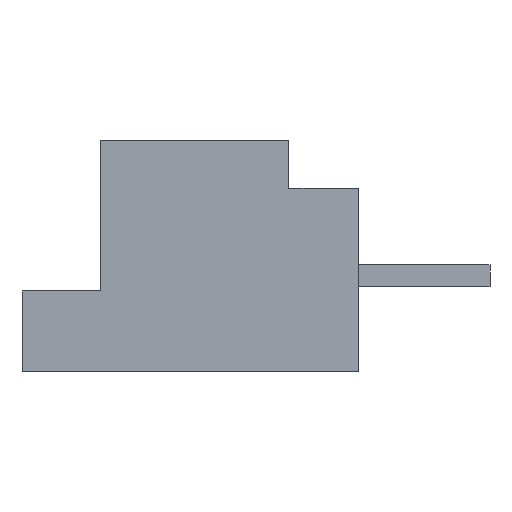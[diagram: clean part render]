
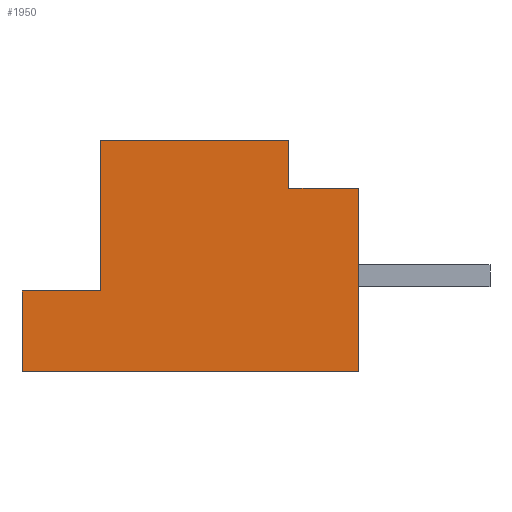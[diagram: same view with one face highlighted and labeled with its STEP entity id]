
A CAD part, left-side view. The second image highlights one B-rep face of the part: STEP entity #1950.
In plain terms, the highlighted planar face has unit normal (-1, 0, 0).
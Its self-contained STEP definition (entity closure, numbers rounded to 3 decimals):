
#8 = EDGE_CURVE ( 'NONE', #932, #4653, #1997, .T. ) ;
#327 = CARTESIAN_POINT ( 'NONE',  ( -9., -2.25, 3.1 ) ) ;
#348 = CARTESIAN_POINT ( 'NONE',  ( -9., 3.85, -0.35 ) ) ;
#420 = CARTESIAN_POINT ( 'NONE',  ( -9., 2.05, 3.1 ) ) ;
#459 = DIRECTION ( 'NONE',  ( 0., 0., -1. ) ) ;
#460 = VECTOR ( 'NONE', #459, 1000. ) ;
#461 = CARTESIAN_POINT ( 'NONE',  ( -9., 3.85, 3.1 ) ) ;
#462 = LINE ( 'NONE', #461, #460 ) ;
#463 = CARTESIAN_POINT ( 'NONE',  ( -9., 3.85, -2.2 ) ) ;
#481 = DIRECTION ( 'NONE',  ( 0., -1., 0. ) ) ;
#482 = VECTOR ( 'NONE', #481, 1000. ) ;
#483 = CARTESIAN_POINT ( 'NONE',  ( -9., -3.85, 3.1 ) ) ;
#484 = LINE ( 'NONE', #483, #482 ) ;
#577 = DIRECTION ( 'NONE',  ( 0., -1., 0. ) ) ;
#578 = VECTOR ( 'NONE', #577, 1000. ) ;
#579 = CARTESIAN_POINT ( 'NONE',  ( -9., 2.05, -0.35 ) ) ;
#580 = LINE ( 'NONE', #579, #578 ) ;
#603 = DIRECTION ( 'NONE',  ( 0., 0., 1. ) ) ;
#604 = VECTOR ( 'NONE', #603, 1000. ) ;
#605 = CARTESIAN_POINT ( 'NONE',  ( -9., 2.05, 3.1 ) ) ;
#606 = LINE ( 'NONE', #605, #604 ) ;
#607 = CARTESIAN_POINT ( 'NONE',  ( -9., 2.05, -0.35 ) ) ;
#612 = CARTESIAN_POINT ( 'NONE',  ( -9., -2.25, 2. ) ) ;
#613 = DIRECTION ( 'NONE',  ( 0., -1., 0. ) ) ;
#614 = VECTOR ( 'NONE', #613, 1000. ) ;
#615 = CARTESIAN_POINT ( 'NONE',  ( -9., -2.25, 2. ) ) ;
#616 = LINE ( 'NONE', #615, #614 ) ;
#617 = LINE ( 'NONE', #677, #676 ) ;
#619 = DIRECTION ( 'NONE',  ( 0., 0., -1. ) ) ;
#620 = DIRECTION ( 'NONE',  ( 1., 0., 0. ) ) ;
#621 = CARTESIAN_POINT ( 'NONE',  ( -9., -3.85, 3.1 ) ) ;
#622 = AXIS2_PLACEMENT_3D ( 'NONE', #621, #620, #619 ) ;
#623 = PLANE ( 'NONE',  #622 ) ;
#624 = FACE_OUTER_BOUND ( 'NONE', #1952, .T. ) ;
#675 = DIRECTION ( 'NONE',  ( 0., 0., -1. ) ) ;
#676 = VECTOR ( 'NONE', #675, 1000. ) ;
#677 = CARTESIAN_POINT ( 'NONE',  ( -9., -2.25, 3.1 ) ) ;
#719 = CARTESIAN_POINT ( 'NONE',  ( -9., -3.85, -2.2 ) ) ;
#932 = VERTEX_POINT ( 'NONE', #2843 ) ;
#1014 = ORIENTED_EDGE ( 'NONE', *, *, #1915, .F. ) ;
#1015 = ORIENTED_EDGE ( 'NONE', *, *, #1895, .F. ) ;
#1016 = ORIENTED_EDGE ( 'NONE', *, *, #1849, .T. ) ;
#1017 = ORIENTED_EDGE ( 'NONE', *, *, #1018, .T. ) ;
#1018 = EDGE_CURVE ( 'NONE', #1847, #4653, #3046, .T. ) ;
#1749 = ORIENTED_EDGE ( 'NONE', *, *, #1837, .F. ) ;
#1763 = VERTEX_POINT ( 'NONE', #348 ) ;
#1774 = VERTEX_POINT ( 'NONE', #327 ) ;
#1835 = VERTEX_POINT ( 'NONE', #420 ) ;
#1837 = EDGE_CURVE ( 'NONE', #1835, #1774, #484, .T. ) ;
#1847 = VERTEX_POINT ( 'NONE', #463 ) ;
#1849 = EDGE_CURVE ( 'NONE', #1763, #1847, #462, .T. ) ;
#1895 = EDGE_CURVE ( 'NONE', #1763, #1913, #580, .T. ) ;
#1913 = VERTEX_POINT ( 'NONE', #607 ) ;
#1915 = EDGE_CURVE ( 'NONE', #1913, #1835, #606, .T. ) ;
#1950 = ADVANCED_FACE ( 'NONE', ( #624 ), #623, .F. ) ;
#1952 = EDGE_LOOP ( 'NONE', ( #1953, #1954, #1957, #1749, #1014, #1015, #1016, #1017 ) ) ;
#1953 = ORIENTED_EDGE ( 'NONE', *, *, #8, .F. ) ;
#1954 = ORIENTED_EDGE ( 'NONE', *, *, #1955, .F. ) ;
#1955 = EDGE_CURVE ( 'NONE', #1956, #932, #616, .T. ) ;
#1956 = VERTEX_POINT ( 'NONE', #612 ) ;
#1957 = ORIENTED_EDGE ( 'NONE', *, *, #1958, .F. ) ;
#1958 = EDGE_CURVE ( 'NONE', #1774, #1956, #617, .T. ) ;
#1994 = DIRECTION ( 'NONE',  ( 0., 0., -1. ) ) ;
#1995 = VECTOR ( 'NONE', #1994, 1000. ) ;
#1996 = CARTESIAN_POINT ( 'NONE',  ( -9., -3.85, 3.1 ) ) ;
#1997 = LINE ( 'NONE', #1996, #1995 ) ;
#2843 = CARTESIAN_POINT ( 'NONE',  ( -9., -3.85, 2. ) ) ;
#3043 = DIRECTION ( 'NONE',  ( 0., -1., 0. ) ) ;
#3044 = VECTOR ( 'NONE', #3043, 1000. ) ;
#3045 = CARTESIAN_POINT ( 'NONE',  ( -9., -3.85, -2.2 ) ) ;
#3046 = LINE ( 'NONE', #3045, #3044 ) ;
#4653 = VERTEX_POINT ( 'NONE', #719 ) ;
